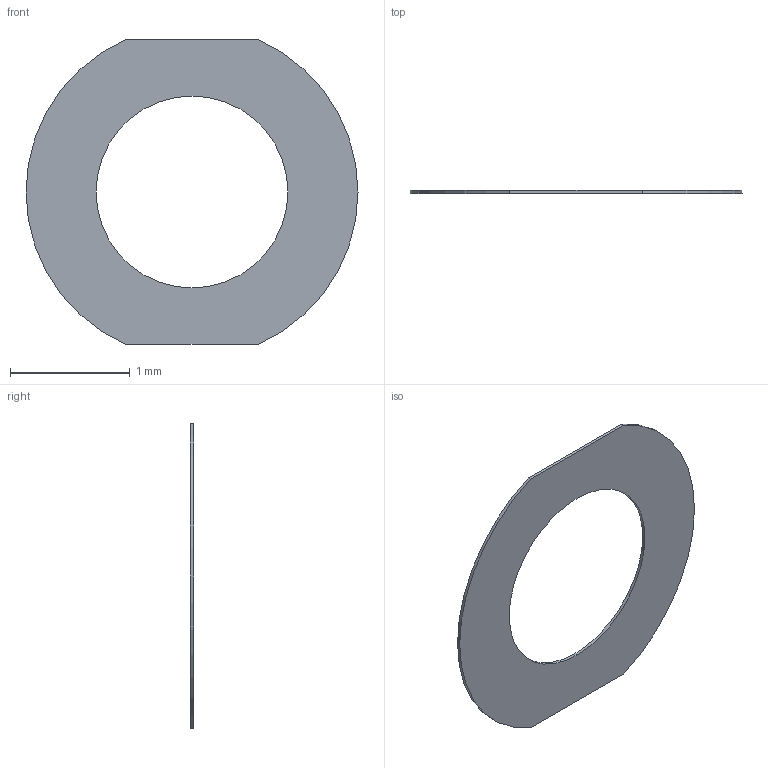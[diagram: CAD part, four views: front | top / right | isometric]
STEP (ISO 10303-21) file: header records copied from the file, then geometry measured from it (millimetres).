
FILE_DESCRIPTION (( 'STEP AP203' ), '1' );
FILE_NAME ('NNP-DWG-130-006-000 Remote Module, Header, Gasket.STEP', '2024-08-12T19:54:05', ( '' ), ( '' ), 'SwSTEP 2.0', 'SolidWorks 2024', '' );
FILE_SCHEMA (( 'CONFIG_CONTROL_DESIGN' ));
Length unit declared in the file: inch
Products named in the file (1): NNP-DWG-130-006-000 Remote Module, Header, Gasket
Bounding box: 2.77 x 0.03 x 2.54 mm (x, y, z)
Volume: 0.1 mm3; surface area: 8 mm2
Topology: 1 solids, 1 shells, 8 faces, 18 edges, 12 vertices
Faces by surface type: cylinder 4, plane 4
Entity records: 313 total; most frequent: DIRECTION 44, CARTESIAN_POINT 39, ORIENTED_EDGE 36, EDGE_CURVE 18, AXIS2_PLACEMENT_3D 17, VERTEX_POINT 12, VECTOR 10, EDGE_LOOP 10
